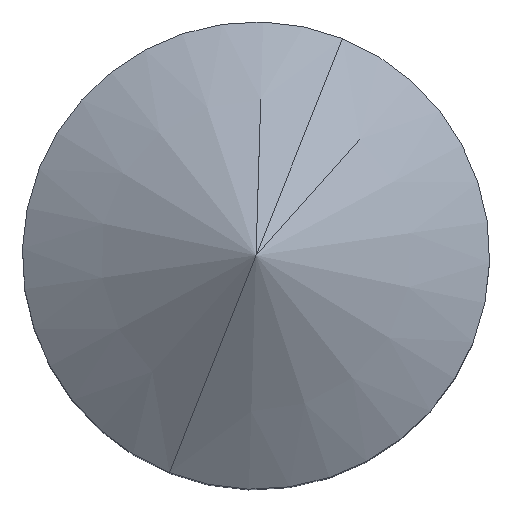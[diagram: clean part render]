
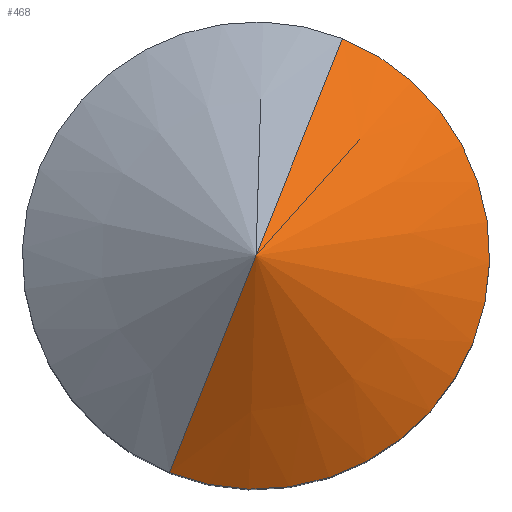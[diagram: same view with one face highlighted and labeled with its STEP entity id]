
A CAD part, top view. The second image highlights one B-rep face of the part: STEP entity #468.
In plain terms, the highlighted conical face has half-angle 60 degrees and reference radius 0.75 mm.
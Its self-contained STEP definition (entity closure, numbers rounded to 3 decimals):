
#12 = VECTOR ( 'NONE', #36, 1000. ) ;
#17 = ORIENTED_EDGE ( 'NONE', *, *, #495, .T. ) ;
#32 = CARTESIAN_POINT ( 'NONE',  ( 0., 0., 18.35 ) ) ;
#36 = DIRECTION ( 'NONE',  ( 0.866, 0., -0.5 ) ) ;
#56 = VECTOR ( 'NONE', #401, 1000. ) ;
#62 = VERTEX_POINT ( 'NONE', #371 ) ;
#87 = ORIENTED_EDGE ( 'NONE', *, *, #253, .F. ) ;
#103 = LINE ( 'NONE', #212, #56 ) ;
#105 = CONICAL_SURFACE ( 'NONE', #114, 0.75, 1.047 ) ;
#114 = AXIS2_PLACEMENT_3D ( 'NONE', #118, #115, #343 ) ;
#115 = DIRECTION ( 'NONE',  ( 0., 0., -1. ) ) ;
#118 = CARTESIAN_POINT ( 'NONE',  ( 0., 0., 17.917 ) ) ;
#142 = VERTEX_POINT ( 'NONE', #375 ) ;
#162 = ORIENTED_EDGE ( 'NONE', *, *, #500, .F. ) ;
#185 = CARTESIAN_POINT ( 'NONE',  ( 0., 0., 17.917 ) ) ;
#193 = VERTEX_POINT ( 'NONE', #32 ) ;
#212 = CARTESIAN_POINT ( 'NONE',  ( -0.75, 0., 17.917 ) ) ;
#253 = EDGE_CURVE ( 'NONE', #193, #62, #103, .T. ) ;
#257 = LINE ( 'NONE', #379, #12 ) ;
#259 = DIRECTION ( 'NONE',  ( 0., 0., -1. ) ) ;
#293 = FACE_OUTER_BOUND ( 'NONE', #306, .T. ) ;
#306 = EDGE_LOOP ( 'NONE', ( #87, #17, #162 ) ) ;
#335 = AXIS2_PLACEMENT_3D ( 'NONE', #185, #259, #419 ) ;
#343 = DIRECTION ( 'NONE',  ( -1., 0., 0. ) ) ;
#358 = CIRCLE ( 'NONE', #335, 0.75 ) ;
#371 = CARTESIAN_POINT ( 'NONE',  ( -0.75, 0., 17.917 ) ) ;
#375 = CARTESIAN_POINT ( 'NONE',  ( 0.75, 0., 17.917 ) ) ;
#379 = CARTESIAN_POINT ( 'NONE',  ( 0.75, 0., 17.917 ) ) ;
#401 = DIRECTION ( 'NONE',  ( -0.866, 0., -0.5 ) ) ;
#419 = DIRECTION ( 'NONE',  ( -1., 0., 0. ) ) ;
#468 = ADVANCED_FACE ( 'NONE', ( #293 ), #105, .T. ) ;
#495 = EDGE_CURVE ( 'NONE', #193, #142, #257, .T. ) ;
#500 = EDGE_CURVE ( 'NONE', #62, #142, #358, .T. ) ;
